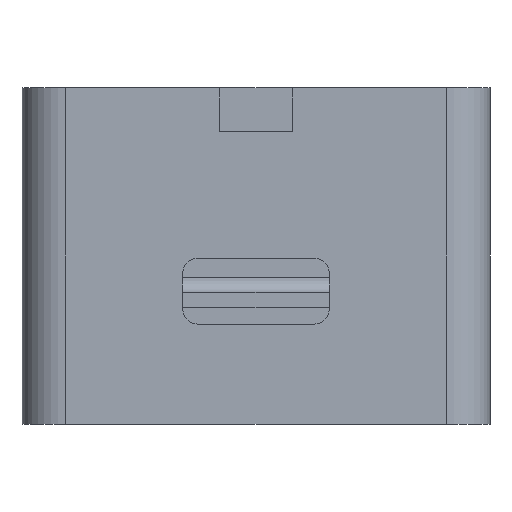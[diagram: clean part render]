
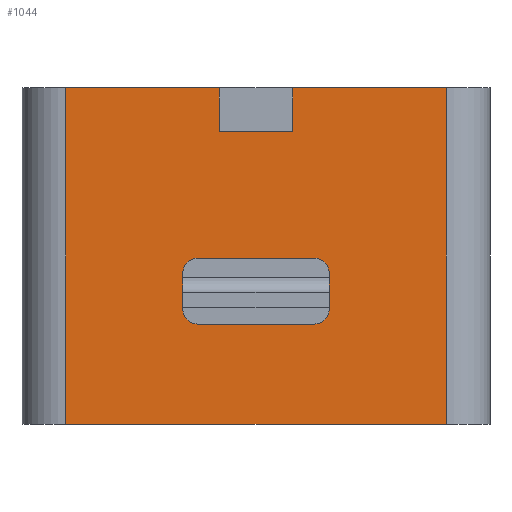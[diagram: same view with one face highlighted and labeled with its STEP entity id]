
A CAD part, front view. The second image highlights one B-rep face of the part: STEP entity #1044.
In plain terms, the highlighted planar face has unit normal (0, -1, 0).
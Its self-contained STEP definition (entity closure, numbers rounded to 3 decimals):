
#536 = VERTEX_POINT('',#537);
#537 = CARTESIAN_POINT('',(-13.,-19.5,23.));
#544 = EDGE_CURVE('',#545,#536,#547,.T.);
#545 = VERTEX_POINT('',#546);
#546 = CARTESIAN_POINT('',(-2.5,-19.5,23.));
#547 = LINE('',#548,#549);
#548 = CARTESIAN_POINT('',(13.,-19.5,23.));
#549 = VECTOR('',#550,1.);
#550 = DIRECTION('',(-1.,0.,0.));
#612 = VERTEX_POINT('',#613);
#613 = CARTESIAN_POINT('',(2.5,-19.5,23.));
#619 = EDGE_CURVE('',#620,#612,#622,.T.);
#620 = VERTEX_POINT('',#621);
#621 = CARTESIAN_POINT('',(13.,-19.5,23.));
#622 = LINE('',#623,#624);
#623 = CARTESIAN_POINT('',(13.,-19.5,23.));
#624 = VECTOR('',#625,1.);
#625 = DIRECTION('',(-1.,0.,0.));
#1023 = EDGE_CURVE('',#1024,#620,#1026,.T.);
#1024 = VERTEX_POINT('',#1025);
#1025 = CARTESIAN_POINT('',(13.,-19.5,0.));
#1026 = LINE('',#1027,#1028);
#1027 = CARTESIAN_POINT('',(13.,-19.5,0.));
#1028 = VECTOR('',#1029,1.);
#1029 = DIRECTION('',(0.,0.,1.));
#1044 = ADVANCED_FACE('',(#1045,#1086),#1156,.T.);
#1045 = FACE_BOUND('',#1046,.T.);
#1046 = EDGE_LOOP('',(#1047,#1055,#1056,#1057,#1065,#1073,#1079,#1080));
#1047 = ORIENTED_EDGE('',*,*,#1048,.F.);
#1048 = EDGE_CURVE('',#1024,#1049,#1051,.T.);
#1049 = VERTEX_POINT('',#1050);
#1050 = CARTESIAN_POINT('',(-13.,-19.5,0.));
#1051 = LINE('',#1052,#1053);
#1052 = CARTESIAN_POINT('',(13.,-19.5,0.));
#1053 = VECTOR('',#1054,1.);
#1054 = DIRECTION('',(-1.,0.,0.));
#1055 = ORIENTED_EDGE('',*,*,#1023,.T.);
#1056 = ORIENTED_EDGE('',*,*,#619,.T.);
#1057 = ORIENTED_EDGE('',*,*,#1058,.T.);
#1058 = EDGE_CURVE('',#612,#1059,#1061,.T.);
#1059 = VERTEX_POINT('',#1060);
#1060 = CARTESIAN_POINT('',(2.5,-19.5,20.));
#1061 = LINE('',#1062,#1063);
#1062 = CARTESIAN_POINT('',(2.5,-19.5,25.));
#1063 = VECTOR('',#1064,1.);
#1064 = DIRECTION('',(0.,0.,-1.));
#1065 = ORIENTED_EDGE('',*,*,#1066,.T.);
#1066 = EDGE_CURVE('',#1059,#1067,#1069,.T.);
#1067 = VERTEX_POINT('',#1068);
#1068 = CARTESIAN_POINT('',(-2.5,-19.5,20.));
#1069 = LINE('',#1070,#1071);
#1070 = CARTESIAN_POINT('',(2.5,-19.5,20.));
#1071 = VECTOR('',#1072,1.);
#1072 = DIRECTION('',(-1.,0.,0.));
#1073 = ORIENTED_EDGE('',*,*,#1074,.T.);
#1074 = EDGE_CURVE('',#1067,#545,#1075,.T.);
#1075 = LINE('',#1076,#1077);
#1076 = CARTESIAN_POINT('',(-2.5,-19.5,20.));
#1077 = VECTOR('',#1078,1.);
#1078 = DIRECTION('',(0.,0.,1.));
#1079 = ORIENTED_EDGE('',*,*,#544,.T.);
#1080 = ORIENTED_EDGE('',*,*,#1081,.F.);
#1081 = EDGE_CURVE('',#1049,#536,#1082,.T.);
#1082 = LINE('',#1083,#1084);
#1083 = CARTESIAN_POINT('',(-13.,-19.5,0.));
#1084 = VECTOR('',#1085,1.);
#1085 = DIRECTION('',(0.,0.,1.));
#1086 = FACE_BOUND('',#1087,.T.);
#1087 = EDGE_LOOP('',(#1088,#1099,#1107,#1116,#1124,#1133,#1141,#1150));
#1088 = ORIENTED_EDGE('',*,*,#1089,.F.);
#1089 = EDGE_CURVE('',#1090,#1092,#1094,.T.);
#1090 = VERTEX_POINT('',#1091);
#1091 = CARTESIAN_POINT('',(-4.,-19.5,11.35));
#1092 = VERTEX_POINT('',#1093);
#1093 = CARTESIAN_POINT('',(-5.,-19.5,10.35));
#1094 = CIRCLE('',#1095,1.);
#1095 = AXIS2_PLACEMENT_3D('',#1096,#1097,#1098);
#1096 = CARTESIAN_POINT('',(-4.,-19.5,10.35));
#1097 = DIRECTION('',(0.,-1.,0.));
#1098 = DIRECTION('',(1.,0.,0.));
#1099 = ORIENTED_EDGE('',*,*,#1100,.T.);
#1100 = EDGE_CURVE('',#1090,#1101,#1103,.T.);
#1101 = VERTEX_POINT('',#1102);
#1102 = CARTESIAN_POINT('',(4.,-19.5,11.35));
#1103 = LINE('',#1104,#1105);
#1104 = CARTESIAN_POINT('',(-4.,-19.5,11.35));
#1105 = VECTOR('',#1106,1.);
#1106 = DIRECTION('',(1.,0.,0.));
#1107 = ORIENTED_EDGE('',*,*,#1108,.F.);
#1108 = EDGE_CURVE('',#1109,#1101,#1111,.T.);
#1109 = VERTEX_POINT('',#1110);
#1110 = CARTESIAN_POINT('',(5.,-19.5,10.35));
#1111 = CIRCLE('',#1112,1.);
#1112 = AXIS2_PLACEMENT_3D('',#1113,#1114,#1115);
#1113 = CARTESIAN_POINT('',(4.,-19.5,10.35));
#1114 = DIRECTION('',(0.,-1.,0.));
#1115 = DIRECTION('',(1.,0.,0.));
#1116 = ORIENTED_EDGE('',*,*,#1117,.T.);
#1117 = EDGE_CURVE('',#1109,#1118,#1120,.T.);
#1118 = VERTEX_POINT('',#1119);
#1119 = CARTESIAN_POINT('',(5.,-19.5,7.85));
#1120 = LINE('',#1121,#1122);
#1121 = CARTESIAN_POINT('',(5.,-19.5,10.35));
#1122 = VECTOR('',#1123,1.);
#1123 = DIRECTION('',(0.,0.,-1.));
#1124 = ORIENTED_EDGE('',*,*,#1125,.F.);
#1125 = EDGE_CURVE('',#1126,#1118,#1128,.T.);
#1126 = VERTEX_POINT('',#1127);
#1127 = CARTESIAN_POINT('',(4.,-19.5,6.85));
#1128 = CIRCLE('',#1129,1.);
#1129 = AXIS2_PLACEMENT_3D('',#1130,#1131,#1132);
#1130 = CARTESIAN_POINT('',(4.,-19.5,7.85));
#1131 = DIRECTION('',(0.,-1.,0.));
#1132 = DIRECTION('',(1.,0.,0.));
#1133 = ORIENTED_EDGE('',*,*,#1134,.T.);
#1134 = EDGE_CURVE('',#1126,#1135,#1137,.T.);
#1135 = VERTEX_POINT('',#1136);
#1136 = CARTESIAN_POINT('',(-4.,-19.5,6.85));
#1137 = LINE('',#1138,#1139);
#1138 = CARTESIAN_POINT('',(4.,-19.5,6.85));
#1139 = VECTOR('',#1140,1.);
#1140 = DIRECTION('',(-1.,0.,0.));
#1141 = ORIENTED_EDGE('',*,*,#1142,.F.);
#1142 = EDGE_CURVE('',#1143,#1135,#1145,.T.);
#1143 = VERTEX_POINT('',#1144);
#1144 = CARTESIAN_POINT('',(-5.,-19.5,7.85));
#1145 = CIRCLE('',#1146,1.);
#1146 = AXIS2_PLACEMENT_3D('',#1147,#1148,#1149);
#1147 = CARTESIAN_POINT('',(-4.,-19.5,7.85));
#1148 = DIRECTION('',(0.,-1.,0.));
#1149 = DIRECTION('',(1.,0.,0.));
#1150 = ORIENTED_EDGE('',*,*,#1151,.T.);
#1151 = EDGE_CURVE('',#1143,#1092,#1152,.T.);
#1152 = LINE('',#1153,#1154);
#1153 = CARTESIAN_POINT('',(-5.,-19.5,7.85));
#1154 = VECTOR('',#1155,1.);
#1155 = DIRECTION('',(0.,0.,1.));
#1156 = PLANE('',#1157);
#1157 = AXIS2_PLACEMENT_3D('',#1158,#1159,#1160);
#1158 = CARTESIAN_POINT('',(13.,-19.5,0.));
#1159 = DIRECTION('',(0.,-1.,0.));
#1160 = DIRECTION('',(-1.,0.,0.));
